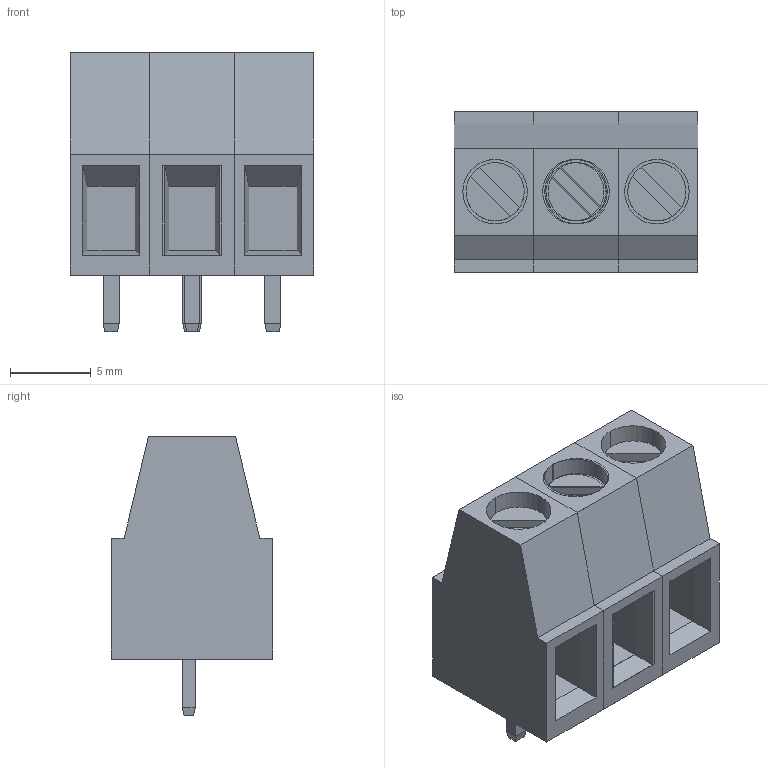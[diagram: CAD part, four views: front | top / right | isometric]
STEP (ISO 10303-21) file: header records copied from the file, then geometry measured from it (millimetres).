
FILE_DESCRIPTION(('FreeCAD Model'),'2;1');
FILE_NAME('5.08-02P.STEP', '2019-10-22T01:24:49',('Author'),(''), 'Open CASCADE STEP processor 7.3','FreeCAD','Unknown');
FILE_SCHEMA(('AUTOMOTIVE_DESIGN { 1 0 10303 214 1 1 1 1 }'));
Length unit declared in the file: millimetre
Products named in the file (2): User_Library-EK508V-02P001; User_Library-EK508V-02P
Bounding box: 15.11 x 10 x 17.3 mm (x, y, z)
Volume: 1984.2 mm3; surface area: 2074.4 mm2
Topology: 2 solids, 2 shells, 132 faces, 304 edges, 192 vertices
Faces by surface type: plane 116, cylinder 16
Entity records: 4608 total; most frequent: CARTESIAN_POINT 629, DIRECTION 618, ORIENTED_EDGE 608, EDGE_CURVE 304, LINE 256, VECTOR 256, VERTEX_POINT 192, AXIS2_PLACEMENT_3D 181
